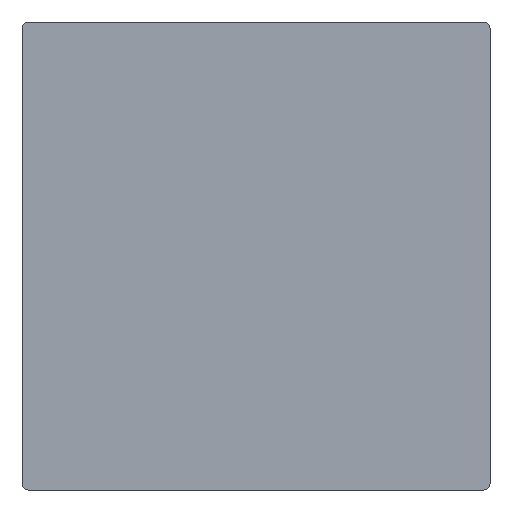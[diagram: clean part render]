
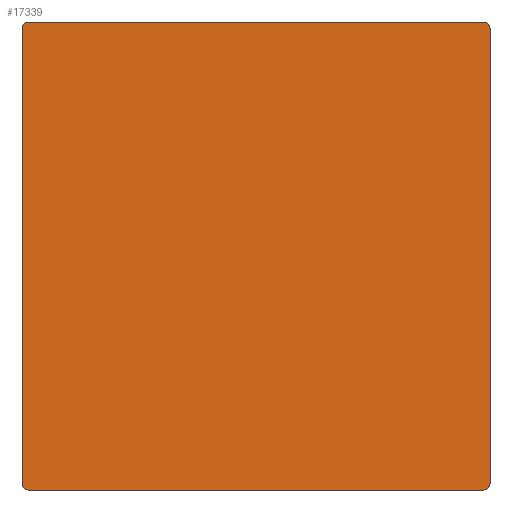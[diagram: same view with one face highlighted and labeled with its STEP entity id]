
A CAD part, front view. The second image highlights one B-rep face of the part: STEP entity #17339.
In plain terms, the highlighted planar face has unit normal (0, -1, 0).
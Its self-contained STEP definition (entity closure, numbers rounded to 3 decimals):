
#118 = CARTESIAN_POINT ( 'NONE',  ( -29.2, 0., 30. ) ) ;
#364 = VECTOR ( 'NONE', #3774, 1000. ) ;
#1280 = AXIS2_PLACEMENT_3D ( 'NONE', #14921, #3843, #19405 ) ;
#1430 = EDGE_CURVE ( 'NONE', #22210, #7991, #22542, .T. ) ;
#1548 = CARTESIAN_POINT ( 'NONE',  ( -30., 0., 30. ) ) ;
#1628 = PLANE ( 'NONE',  #1280 ) ;
#1792 = DIRECTION ( 'NONE',  ( 0., -1., 0. ) ) ;
#2955 = VERTEX_POINT ( 'NONE', #19026 ) ;
#3101 = VECTOR ( 'NONE', #9767, 1000. ) ;
#3774 = DIRECTION ( 'NONE',  ( 1., 0., 0. ) ) ;
#3843 = DIRECTION ( 'NONE',  ( 0., -1., 0. ) ) ;
#3987 = CIRCLE ( 'NONE', #13501, 0.8 ) ;
#4064 = CARTESIAN_POINT ( 'NONE',  ( 29.2, 0., -29.2 ) ) ;
#5532 = ORIENTED_EDGE ( 'NONE', *, *, #11421, .F. ) ;
#6301 = DIRECTION ( 'NONE',  ( 0., 0., -1. ) ) ;
#6559 = ORIENTED_EDGE ( 'NONE', *, *, #1430, .T. ) ;
#7991 = VERTEX_POINT ( 'NONE', #10215 ) ;
#8214 = CIRCLE ( 'NONE', #8253, 0.8 ) ;
#8253 = AXIS2_PLACEMENT_3D ( 'NONE', #22647, #9346, #24897 ) ;
#8538 = VERTEX_POINT ( 'NONE', #26714 ) ;
#9346 = DIRECTION ( 'NONE',  ( 0., -1., 0. ) ) ;
#9767 = DIRECTION ( 'NONE',  ( 0., 0., -1. ) ) ;
#10215 = CARTESIAN_POINT ( 'NONE',  ( 29.2, 0., 30. ) ) ;
#10226 = AXIS2_PLACEMENT_3D ( 'NONE', #12433, #28002, #14657 ) ;
#10535 = CARTESIAN_POINT ( 'NONE',  ( -30., 0., -29.2 ) ) ;
#10607 = VERTEX_POINT ( 'NONE', #10535 ) ;
#11076 = CARTESIAN_POINT ( 'NONE',  ( -29.2, 0., -30. ) ) ;
#11207 = EDGE_CURVE ( 'NONE', #10607, #14653, #24741, .T. ) ;
#11348 = ORIENTED_EDGE ( 'NONE', *, *, #11207, .T. ) ;
#11404 = DIRECTION ( 'NONE',  ( -1., 0., 0. ) ) ;
#11421 = EDGE_CURVE ( 'NONE', #12372, #14653, #21963, .T. ) ;
#11550 = CARTESIAN_POINT ( 'NONE',  ( -30., 0., 30. ) ) ;
#11685 = ORIENTED_EDGE ( 'NONE', *, *, #15577, .F. ) ;
#12372 = VERTEX_POINT ( 'NONE', #13417 ) ;
#12433 = CARTESIAN_POINT ( 'NONE',  ( 29.2, 0., 29.2 ) ) ;
#12475 = EDGE_CURVE ( 'NONE', #27371, #8538, #8214, .T. ) ;
#12944 = CARTESIAN_POINT ( 'NONE',  ( 30., 0., 29.2 ) ) ;
#13417 = CARTESIAN_POINT ( 'NONE',  ( 29.2, 0., -30. ) ) ;
#13501 = AXIS2_PLACEMENT_3D ( 'NONE', #4064, #19622, #6301 ) ;
#13678 = LINE ( 'NONE', #11550, #25534 ) ;
#13734 = EDGE_LOOP ( 'NONE', ( #5532, #19303, #21491, #6559, #20051, #17319, #11685, #11348 ) ) ;
#14605 = EDGE_CURVE ( 'NONE', #12372, #2955, #3987, .T. ) ;
#14653 = VERTEX_POINT ( 'NONE', #11076 ) ;
#14657 = DIRECTION ( 'NONE',  ( 0., 0., -1. ) ) ;
#14921 = CARTESIAN_POINT ( 'NONE',  ( 0., 0., 0. ) ) ;
#15092 = CARTESIAN_POINT ( 'NONE',  ( -29.2, 0., -29.2 ) ) ;
#15577 = EDGE_CURVE ( 'NONE', #10607, #8538, #13678, .T. ) ;
#16745 = VECTOR ( 'NONE', #11404, 1000. ) ;
#17319 = ORIENTED_EDGE ( 'NONE', *, *, #12475, .T. ) ;
#17339 = ADVANCED_FACE ( 'NONE', ( #19566 ), #1628, .T. ) ;
#17342 = DIRECTION ( 'NONE',  ( 0., 0., -1. ) ) ;
#18103 = CARTESIAN_POINT ( 'NONE',  ( -30., 0., -30. ) ) ;
#18820 = LINE ( 'NONE', #1548, #364 ) ;
#19026 = CARTESIAN_POINT ( 'NONE',  ( 30., 0., -29.2 ) ) ;
#19303 = ORIENTED_EDGE ( 'NONE', *, *, #14605, .T. ) ;
#19405 = DIRECTION ( 'NONE',  ( 0., 0., -1. ) ) ;
#19566 = FACE_OUTER_BOUND ( 'NONE', #13734, .T. ) ;
#19622 = DIRECTION ( 'NONE',  ( 0., -1., 0. ) ) ;
#20051 = ORIENTED_EDGE ( 'NONE', *, *, #25464, .F. ) ;
#20853 = CARTESIAN_POINT ( 'NONE',  ( 30., 0., 30. ) ) ;
#21491 = ORIENTED_EDGE ( 'NONE', *, *, #27082, .F. ) ;
#21963 = LINE ( 'NONE', #18103, #16745 ) ;
#22210 = VERTEX_POINT ( 'NONE', #12944 ) ;
#22542 = CIRCLE ( 'NONE', #10226, 0.8 ) ;
#22647 = CARTESIAN_POINT ( 'NONE',  ( -29.2, 0., 29.2 ) ) ;
#24741 = CIRCLE ( 'NONE', #24842, 0.8 ) ;
#24842 = AXIS2_PLACEMENT_3D ( 'NONE', #15092, #1792, #17342 ) ;
#24897 = DIRECTION ( 'NONE',  ( 0., 0., -1. ) ) ;
#25464 = EDGE_CURVE ( 'NONE', #27371, #7991, #18820, .T. ) ;
#25534 = VECTOR ( 'NONE', #27102, 1000. ) ;
#26714 = CARTESIAN_POINT ( 'NONE',  ( -30., 0., 29.2 ) ) ;
#26754 = LINE ( 'NONE', #20853, #3101 ) ;
#27082 = EDGE_CURVE ( 'NONE', #22210, #2955, #26754, .T. ) ;
#27102 = DIRECTION ( 'NONE',  ( 0., 0., 1. ) ) ;
#27371 = VERTEX_POINT ( 'NONE', #118 ) ;
#28002 = DIRECTION ( 'NONE',  ( 0., -1., 0. ) ) ;
